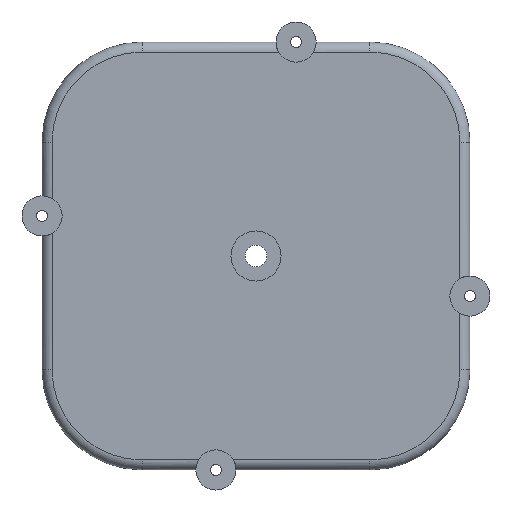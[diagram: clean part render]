
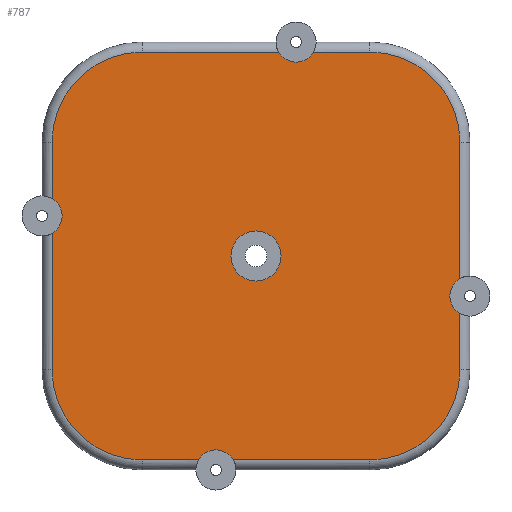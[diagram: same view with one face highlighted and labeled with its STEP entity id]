
A CAD part, front view. The second image highlights one B-rep face of the part: STEP entity #787.
In plain terms, the highlighted planar face has unit normal (0, -1, 0).
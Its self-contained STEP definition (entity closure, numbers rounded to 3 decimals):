
#15=FACE_BOUND('',#106,.T.);
#30=PLANE('',#863);
#56=FACE_OUTER_BOUND('',#105,.T.);
#105=EDGE_LOOP('',(#538,#539,#540,#541,#542,#543,#544,#545,#546,#547,#548,
#549,#550,#551,#552,#553,#554));
#106=EDGE_LOOP('',(#555));
#175=LINE('',#1239,#229);
#177=LINE('',#1260,#231);
#178=LINE('',#1265,#232);
#179=LINE('',#1269,#233);
#180=LINE('',#1275,#234);
#181=LINE('',#1279,#235);
#182=LINE('',#1283,#236);
#183=LINE('',#1287,#237);
#229=VECTOR('',#966,10.);
#231=VECTOR('',#978,10.);
#232=VECTOR('',#983,10.);
#233=VECTOR('',#986,10.);
#234=VECTOR('',#991,10.);
#235=VECTOR('',#994,10.);
#236=VECTOR('',#997,10.);
#237=VECTOR('',#1000,10.);
#285=CIRCLE('',#861,27.);
#286=CIRCLE('',#864,6.);
#287=CIRCLE('',#865,27.);
#288=CIRCLE('',#866,6.);
#289=CIRCLE('',#867,6.);
#290=CIRCLE('',#868,27.);
#291=CIRCLE('',#869,6.);
#292=CIRCLE('',#870,27.);
#293=CIRCLE('',#871,6.);
#294=CIRCLE('',#872,7.5);
#336=VERTEX_POINT('',#1223);
#339=VERTEX_POINT('',#1228);
#340=VERTEX_POINT('',#1241);
#342=VERTEX_POINT('',#1247);
#344=VERTEX_POINT('',#1262);
#345=VERTEX_POINT('',#1264);
#346=VERTEX_POINT('',#1266);
#347=VERTEX_POINT('',#1268);
#348=VERTEX_POINT('',#1270);
#349=VERTEX_POINT('',#1272);
#350=VERTEX_POINT('',#1274);
#351=VERTEX_POINT('',#1276);
#352=VERTEX_POINT('',#1278);
#353=VERTEX_POINT('',#1280);
#354=VERTEX_POINT('',#1282);
#355=VERTEX_POINT('',#1284);
#356=VERTEX_POINT('',#1286);
#357=VERTEX_POINT('',#1289);
#413=EDGE_CURVE('',#339,#336,#175,.T.);
#416=EDGE_CURVE('',#336,#340,#285,.T.);
#419=EDGE_CURVE('',#340,#342,#177,.T.);
#420=EDGE_CURVE('',#339,#344,#286,.T.);
#421=EDGE_CURVE('',#345,#344,#178,.T.);
#422=EDGE_CURVE('',#346,#345,#287,.T.);
#423=EDGE_CURVE('',#347,#346,#179,.T.);
#424=EDGE_CURVE('',#347,#348,#288,.T.);
#425=EDGE_CURVE('',#348,#349,#289,.T.);
#426=EDGE_CURVE('',#350,#349,#180,.T.);
#427=EDGE_CURVE('',#351,#350,#290,.T.);
#428=EDGE_CURVE('',#352,#351,#181,.T.);
#429=EDGE_CURVE('',#352,#353,#291,.T.);
#430=EDGE_CURVE('',#354,#353,#182,.T.);
#431=EDGE_CURVE('',#355,#354,#292,.T.);
#432=EDGE_CURVE('',#356,#355,#183,.T.);
#433=EDGE_CURVE('',#356,#342,#293,.T.);
#434=EDGE_CURVE('',#357,#357,#294,.T.);
#538=ORIENTED_EDGE('',*,*,#419,.F.);
#539=ORIENTED_EDGE('',*,*,#416,.F.);
#540=ORIENTED_EDGE('',*,*,#413,.F.);
#541=ORIENTED_EDGE('',*,*,#420,.T.);
#542=ORIENTED_EDGE('',*,*,#421,.F.);
#543=ORIENTED_EDGE('',*,*,#422,.F.);
#544=ORIENTED_EDGE('',*,*,#423,.F.);
#545=ORIENTED_EDGE('',*,*,#424,.T.);
#546=ORIENTED_EDGE('',*,*,#425,.T.);
#547=ORIENTED_EDGE('',*,*,#426,.F.);
#548=ORIENTED_EDGE('',*,*,#427,.F.);
#549=ORIENTED_EDGE('',*,*,#428,.F.);
#550=ORIENTED_EDGE('',*,*,#429,.T.);
#551=ORIENTED_EDGE('',*,*,#430,.F.);
#552=ORIENTED_EDGE('',*,*,#431,.F.);
#553=ORIENTED_EDGE('',*,*,#432,.F.);
#554=ORIENTED_EDGE('',*,*,#433,.T.);
#555=ORIENTED_EDGE('',*,*,#434,.T.);
#787=ADVANCED_FACE('',(#56,#15),#30,.F.);
#861=AXIS2_PLACEMENT_3D('',#1245,#973,#974);
#863=AXIS2_PLACEMENT_3D('',#1261,#979,#980);
#864=AXIS2_PLACEMENT_3D('',#1263,#981,#982);
#865=AXIS2_PLACEMENT_3D('',#1267,#984,#985);
#866=AXIS2_PLACEMENT_3D('',#1271,#987,#988);
#867=AXIS2_PLACEMENT_3D('',#1273,#989,#990);
#868=AXIS2_PLACEMENT_3D('',#1277,#992,#993);
#869=AXIS2_PLACEMENT_3D('',#1281,#995,#996);
#870=AXIS2_PLACEMENT_3D('',#1285,#998,#999);
#871=AXIS2_PLACEMENT_3D('',#1288,#1001,#1002);
#872=AXIS2_PLACEMENT_3D('',#1290,#1003,#1004);
#966=DIRECTION('',(-1.,0.,0.));
#973=DIRECTION('center_axis',(0.,1.,0.));
#974=DIRECTION('ref_axis',(-0.707,0.,-0.707));
#978=DIRECTION('',(0.,0.,1.));
#979=DIRECTION('center_axis',(0.,1.,0.));
#980=DIRECTION('ref_axis',(0.,0.,1.));
#981=DIRECTION('center_axis',(0.,1.,0.));
#982=DIRECTION('ref_axis',(1.,0.,0.));
#983=DIRECTION('',(-1.,0.,0.));
#984=DIRECTION('center_axis',(0.,1.,0.));
#985=DIRECTION('ref_axis',(0.707,0.,-0.707));
#986=DIRECTION('',(0.,0.,-1.));
#987=DIRECTION('center_axis',(0.,1.,0.));
#988=DIRECTION('ref_axis',(1.,0.,0.));
#989=DIRECTION('center_axis',(0.,1.,0.));
#990=DIRECTION('ref_axis',(1.,0.,0.));
#991=DIRECTION('',(0.,0.,-1.));
#992=DIRECTION('center_axis',(0.,1.,0.));
#993=DIRECTION('ref_axis',(0.707,0.,0.707));
#994=DIRECTION('',(1.,0.,0.));
#995=DIRECTION('center_axis',(0.,1.,0.));
#996=DIRECTION('ref_axis',(1.,0.,0.));
#997=DIRECTION('',(1.,0.,0.));
#998=DIRECTION('center_axis',(0.,1.,0.));
#999=DIRECTION('ref_axis',(-0.707,0.,0.707));
#1000=DIRECTION('',(0.,0.,1.));
#1001=DIRECTION('center_axis',(0.,1.,0.));
#1002=DIRECTION('ref_axis',(1.,0.,0.));
#1003=DIRECTION('center_axis',(0.,1.,0.));
#1004=DIRECTION('ref_axis',(1.,0.,0.));
#1223=CARTESIAN_POINT('',(-98.,0.,-125.));
#1228=CARTESIAN_POINT('',(-81.196,0.,-125.));
#1239=CARTESIAN_POINT('',(-32.,0.,-125.));
#1241=CARTESIAN_POINT('',(-125.,0.,-98.));
#1245=CARTESIAN_POINT('Origin',(-98.,0.,-98.));
#1247=CARTESIAN_POINT('',(-125.,0.,-57.196));
#1260=CARTESIAN_POINT('',(-125.,0.,-96.));
#1261=CARTESIAN_POINT('Origin',(-64.,0.,-64.));
#1262=CARTESIAN_POINT('',(-70.804,0.,-125.));
#1263=CARTESIAN_POINT('Origin',(-76.,0.,-128.));
#1264=CARTESIAN_POINT('',(-30.,0.,-125.));
#1265=CARTESIAN_POINT('',(-32.,0.,-125.));
#1266=CARTESIAN_POINT('',(-3.,0.,-98.));
#1267=CARTESIAN_POINT('Origin',(-30.,0.,-98.));
#1268=CARTESIAN_POINT('',(-3.,0.,-81.196));
#1269=CARTESIAN_POINT('',(-3.,0.,-32.));
#1270=CARTESIAN_POINT('',(-6.,0.,-76.));
#1271=CARTESIAN_POINT('Origin',(0.,0.,-76.));
#1272=CARTESIAN_POINT('',(-3.,0.,-70.804));
#1273=CARTESIAN_POINT('Origin',(0.,0.,-76.));
#1274=CARTESIAN_POINT('',(-3.,0.,-30.));
#1275=CARTESIAN_POINT('',(-3.,0.,-32.));
#1276=CARTESIAN_POINT('',(-30.,0.,-3.));
#1277=CARTESIAN_POINT('Origin',(-30.,0.,-30.));
#1278=CARTESIAN_POINT('',(-46.804,0.,-3.));
#1279=CARTESIAN_POINT('',(-96.,0.,-3.));
#1280=CARTESIAN_POINT('',(-57.196,0.,-3.));
#1281=CARTESIAN_POINT('Origin',(-52.,0.,0.));
#1282=CARTESIAN_POINT('',(-98.,0.,-3.));
#1283=CARTESIAN_POINT('',(-96.,0.,-3.));
#1284=CARTESIAN_POINT('',(-125.,0.,-30.));
#1285=CARTESIAN_POINT('Origin',(-98.,0.,-30.));
#1286=CARTESIAN_POINT('',(-125.,0.,-46.804));
#1287=CARTESIAN_POINT('',(-125.,0.,-96.));
#1288=CARTESIAN_POINT('Origin',(-128.,0.,-52.));
#1289=CARTESIAN_POINT('',(-71.5,0.,-64.));
#1290=CARTESIAN_POINT('Origin',(-64.,0.,-64.));
